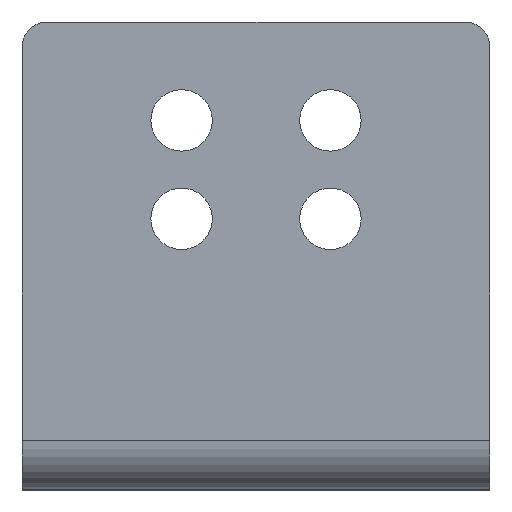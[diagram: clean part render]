
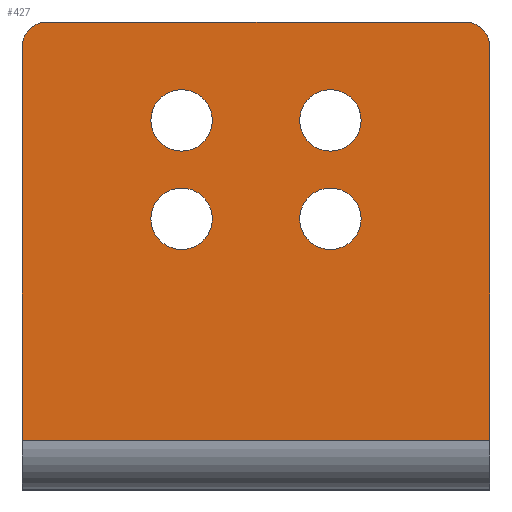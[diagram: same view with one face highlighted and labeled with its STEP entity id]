
A CAD part, top view. The second image highlights one B-rep face of the part: STEP entity #427.
In plain terms, the highlighted planar face has unit normal (0, 0, 1).
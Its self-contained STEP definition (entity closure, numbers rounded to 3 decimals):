
#19=FACE_BOUND('',#82,.T.);
#20=FACE_BOUND('',#83,.T.);
#21=FACE_BOUND('',#84,.T.);
#22=FACE_BOUND('',#85,.T.);
#35=PLANE('',#477);
#53=FACE_OUTER_BOUND('',#81,.T.);
#81=EDGE_LOOP('',(#349,#350,#351,#352,#353,#354));
#82=EDGE_LOOP('',(#355));
#83=EDGE_LOOP('',(#356));
#84=EDGE_LOOP('',(#357));
#85=EDGE_LOOP('',(#358));
#104=LINE('',#663,#138);
#119=LINE('',#699,#153);
#122=LINE('',#705,#156);
#123=LINE('',#709,#157);
#138=VECTOR('',#534,10.);
#153=VECTOR('',#573,10.);
#156=VECTOR('',#578,10.);
#157=VECTOR('',#581,10.);
#179=CIRCLE('',#478,1.);
#180=CIRCLE('',#479,1.);
#181=CIRCLE('',#480,1.25);
#182=CIRCLE('',#481,1.25);
#183=CIRCLE('',#482,1.25);
#184=CIRCLE('',#483,1.25);
#201=VERTEX_POINT('',#660);
#202=VERTEX_POINT('',#662);
#211=VERTEX_POINT('',#698);
#213=VERTEX_POINT('',#704);
#214=VERTEX_POINT('',#706);
#215=VERTEX_POINT('',#708);
#216=VERTEX_POINT('',#711);
#217=VERTEX_POINT('',#713);
#218=VERTEX_POINT('',#715);
#219=VERTEX_POINT('',#717);
#241=EDGE_CURVE('',#202,#201,#104,.T.);
#259=EDGE_CURVE('',#211,#202,#119,.T.);
#262=EDGE_CURVE('',#201,#213,#122,.T.);
#263=EDGE_CURVE('',#213,#214,#179,.T.);
#264=EDGE_CURVE('',#214,#215,#123,.T.);
#265=EDGE_CURVE('',#215,#211,#180,.T.);
#266=EDGE_CURVE('',#216,#216,#181,.T.);
#267=EDGE_CURVE('',#217,#217,#182,.T.);
#268=EDGE_CURVE('',#218,#218,#183,.T.);
#269=EDGE_CURVE('',#219,#219,#184,.T.);
#349=ORIENTED_EDGE('',*,*,#241,.T.);
#350=ORIENTED_EDGE('',*,*,#262,.T.);
#351=ORIENTED_EDGE('',*,*,#263,.T.);
#352=ORIENTED_EDGE('',*,*,#264,.T.);
#353=ORIENTED_EDGE('',*,*,#265,.T.);
#354=ORIENTED_EDGE('',*,*,#259,.T.);
#355=ORIENTED_EDGE('',*,*,#266,.T.);
#356=ORIENTED_EDGE('',*,*,#267,.T.);
#357=ORIENTED_EDGE('',*,*,#268,.T.);
#358=ORIENTED_EDGE('',*,*,#269,.T.);
#427=ADVANCED_FACE('',(#53,#19,#20,#21,#22),#35,.T.);
#477=AXIS2_PLACEMENT_3D('',#703,#576,#577);
#478=AXIS2_PLACEMENT_3D('',#707,#579,#580);
#479=AXIS2_PLACEMENT_3D('',#710,#582,#583);
#480=AXIS2_PLACEMENT_3D('',#712,#584,#585);
#481=AXIS2_PLACEMENT_3D('',#714,#586,#587);
#482=AXIS2_PLACEMENT_3D('',#716,#588,#589);
#483=AXIS2_PLACEMENT_3D('',#718,#590,#591);
#534=DIRECTION('',(1.,0.,0.));
#573=DIRECTION('',(0.,-1.,0.));
#576=DIRECTION('center_axis',(0.,0.,
1.));
#577=DIRECTION('ref_axis',(-1.,0.,0.));
#578=DIRECTION('',(0.,1.,0.));
#579=DIRECTION('center_axis',(0.,0.,
1.));
#580=DIRECTION('ref_axis',(1.,0.,0.));
#581=DIRECTION('',(-1.,0.,0.));
#582=DIRECTION('center_axis',(0.,0.,
1.));
#583=DIRECTION('ref_axis',(0.,1.,0.));
#584=DIRECTION('center_axis',(0.,0.,
-1.));
#585=DIRECTION('ref_axis',(-1.,0.,0.));
#586=DIRECTION('center_axis',(0.,0.,
-1.));
#587=DIRECTION('ref_axis',(-1.,0.,0.));
#588=DIRECTION('center_axis',(0.,0.,
-1.));
#589=DIRECTION('ref_axis',(-1.,0.,0.));
#590=DIRECTION('center_axis',(0.,0.,
-1.));
#591=DIRECTION('ref_axis',(-1.,0.,0.));
#660=CARTESIAN_POINT('',(9.5,-87.65,-11.5));
#662=CARTESIAN_POINT('',(-9.5,-87.65,-11.5));
#663=CARTESIAN_POINT('',(4.75,-87.65,-11.5));
#698=CARTESIAN_POINT('',(-9.5,-71.65,-11.5));
#699=CARTESIAN_POINT('',(-9.5,-71.65,-11.5));
#703=CARTESIAN_POINT('Origin',(0.,-85.65,-11.5));
#704=CARTESIAN_POINT('',(9.5,-71.65,-11.5));
#705=CARTESIAN_POINT('',(9.5,-71.65,-11.5));
#706=CARTESIAN_POINT('',(8.5,-70.65,-11.5));
#707=CARTESIAN_POINT('Origin',(8.5,-71.65,-11.5));
#708=CARTESIAN_POINT('',(-8.5,-70.65,-11.5));
#709=CARTESIAN_POINT('',(6.,-70.65,-11.5));
#710=CARTESIAN_POINT('Origin',(-8.5,-71.65,-11.5));
#711=CARTESIAN_POINT('',(4.275,-74.65,-11.5));
#712=CARTESIAN_POINT('Origin',(3.025,-74.65,-11.5));
#713=CARTESIAN_POINT('',(4.275,-78.65,-11.5));
#714=CARTESIAN_POINT('Origin',(3.025,-78.65,-11.5));
#715=CARTESIAN_POINT('',(-1.775,-74.65,-11.5));
#716=CARTESIAN_POINT('Origin',(-3.025,-74.65,-11.5));
#717=CARTESIAN_POINT('',(-1.775,-78.65,-11.5));
#718=CARTESIAN_POINT('Origin',(-3.025,-78.65,-11.5));
